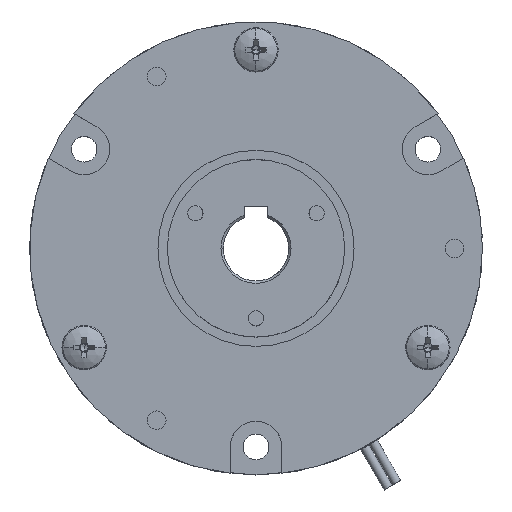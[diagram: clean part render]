
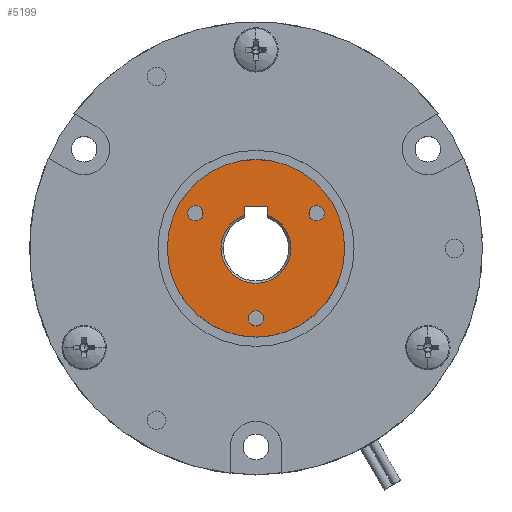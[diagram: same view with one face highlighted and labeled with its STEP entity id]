
A CAD part, top view. The second image highlights one B-rep face of the part: STEP entity #5199.
In plain terms, the highlighted planar face has unit normal (0, 0, 1).
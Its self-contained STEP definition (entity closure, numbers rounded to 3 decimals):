
#711 = DIRECTION ( 'NONE',  ( 0.5, 0.866, 0. ) ) ;
#712 = DIRECTION ( 'NONE',  ( 0., 0., -1. ) ) ;
#713 = CARTESIAN_POINT ( 'NONE',  ( -12.99, 7.5, 21.3 ) ) ;
#714 = AXIS2_PLACEMENT_3D ( 'NONE', #713, #712, #711 ) ;
#715 = CIRCLE ( 'NONE', #714, 1.65 ) ;
#955 = LINE ( 'NONE', #1038, #1037 ) ;
#972 = DIRECTION ( 'NONE',  ( -1., 0., 0. ) ) ;
#973 = DIRECTION ( 'NONE',  ( 0., 0., -1. ) ) ;
#991 = DIRECTION ( 'NONE',  ( -1., 0., 0. ) ) ;
#992 = DIRECTION ( 'NONE',  ( 0., 0., -1. ) ) ;
#993 = CARTESIAN_POINT ( 'NONE',  ( 0., -15., 21.3 ) ) ;
#994 = AXIS2_PLACEMENT_3D ( 'NONE', #993, #992, #991 ) ;
#995 = CIRCLE ( 'NONE', #994, 1.65 ) ;
#1036 = DIRECTION ( 'NONE',  ( 1., 0., 0. ) ) ;
#1037 = VECTOR ( 'NONE', #1036, 1000. ) ;
#1038 = CARTESIAN_POINT ( 'NONE',  ( -2.5, 9., 21.3 ) ) ;
#1093 = CARTESIAN_POINT ( 'NONE',  ( 2.1, 8.6, 21.3 ) ) ;
#1094 = AXIS2_PLACEMENT_3D ( 'NONE', #1093, #973, #972 ) ;
#1095 = CIRCLE ( 'NONE', #1094, 0.4 ) ;
#1148 = CARTESIAN_POINT ( 'NONE',  ( 2.5, 8.6, 21.3 ) ) ;
#1149 = DIRECTION ( 'NONE',  ( 0., -1., 0. ) ) ;
#1150 = VECTOR ( 'NONE', #1149, 1000. ) ;
#1151 = CARTESIAN_POINT ( 'NONE',  ( 2.5, 9., 21.3 ) ) ;
#1157 = CARTESIAN_POINT ( 'NONE',  ( -2.1, 9., 21.3 ) ) ;
#1158 = DIRECTION ( 'NONE',  ( -1., 0., 0. ) ) ;
#1159 = DIRECTION ( 'NONE',  ( 0., 0., -1. ) ) ;
#1160 = CARTESIAN_POINT ( 'NONE',  ( -2.1, 8.6, 21.3 ) ) ;
#1161 = AXIS2_PLACEMENT_3D ( 'NONE', #1160, #1159, #1158 ) ;
#1162 = CIRCLE ( 'NONE', #1161, 0.4 ) ;
#1163 = CARTESIAN_POINT ( 'NONE',  ( 2.1, 9., 21.3 ) ) ;
#1164 = DIRECTION ( 'NONE',  ( -1., 0., 0. ) ) ;
#1165 = DIRECTION ( 'NONE',  ( 0., 0., -1. ) ) ;
#1166 = CARTESIAN_POINT ( 'NONE',  ( 0., 0., 21.3 ) ) ;
#1167 = AXIS2_PLACEMENT_3D ( 'NONE', #1166, #1165, #1164 ) ;
#1168 = CIRCLE ( 'NONE', #1167, 19. ) ;
#1169 = FACE_BOUND ( 'NONE', #5200, .T. ) ;
#1177 = CARTESIAN_POINT ( 'NONE',  ( -2.5, 8.6, 21.3 ) ) ;
#1178 = DIRECTION ( 'NONE',  ( 0., 1., 0. ) ) ;
#1179 = VECTOR ( 'NONE', #1178, 1000. ) ;
#1180 = CARTESIAN_POINT ( 'NONE',  ( -2.5, 9., 21.3 ) ) ;
#1181 = LINE ( 'NONE', #1180, #1179 ) ;
#1183 = DIRECTION ( 'NONE',  ( 0.5, -0.866, 0. ) ) ;
#1184 = DIRECTION ( 'NONE',  ( 0., 0., -1. ) ) ;
#1185 = CARTESIAN_POINT ( 'NONE',  ( 12.99, 7.5, 21.3 ) ) ;
#1186 = AXIS2_PLACEMENT_3D ( 'NONE', #1185, #1184, #1183 ) ;
#1187 = CIRCLE ( 'NONE', #1186, 1.65 ) ;
#1188 = LINE ( 'NONE', #1151, #1150 ) ;
#1272 = PLANE ( 'NONE',  #1342 ) ;
#1273 = FACE_BOUND ( 'NONE', #5187, .T. ) ;
#1274 = FACE_BOUND ( 'NONE', #5150, .T. ) ;
#1275 = FACE_OUTER_BOUND ( 'NONE', #5201, .T. ) ;
#1276 = FACE_BOUND ( 'NONE', #5089, .T. ) ;
#1279 = CARTESIAN_POINT ( 'NONE',  ( -2.5, 7.071, 21.3 ) ) ;
#1280 = DIRECTION ( 'NONE',  ( -1., 0., 0. ) ) ;
#1281 = DIRECTION ( 'NONE',  ( 0., 0., -1. ) ) ;
#1282 = CARTESIAN_POINT ( 'NONE',  ( 0., 0., 21.3 ) ) ;
#1283 = AXIS2_PLACEMENT_3D ( 'NONE', #1282, #1281, #1280 ) ;
#1284 = CIRCLE ( 'NONE', #1283, 7.5 ) ;
#1338 = DIRECTION ( 'NONE',  ( -1., 0., 0. ) ) ;
#1339 = DIRECTION ( 'NONE',  ( 0., 0., -1. ) ) ;
#1341 = CARTESIAN_POINT ( 'NONE',  ( 0., 0., 21.3 ) ) ;
#1342 = AXIS2_PLACEMENT_3D ( 'NONE', #1341, #1339, #1338 ) ;
#4920 = EDGE_CURVE ( 'NONE', #8168, #8150, #715, .T. ) ;
#5026 = EDGE_CURVE ( 'NONE', #8254, #8256, #995, .T. ) ;
#5079 = EDGE_CURVE ( 'NONE', #5168, #5113, #1095, .T. ) ;
#5085 = ORIENTED_EDGE ( 'NONE', *, *, #5112, .T. ) ;
#5089 = EDGE_LOOP ( 'NONE', ( #5085, #5147, #5162, #5163, #5206, #5183, #5171, #5114 ) ) ;
#5093 = EDGE_CURVE ( 'NONE', #5170, #5168, #955, .T. ) ;
#5111 = EDGE_CURVE ( 'NONE', #8053, #8129, #1187, .T. ) ;
#5112 = EDGE_CURVE ( 'NONE', #5113, #7997, #1188, .T. ) ;
#5113 = VERTEX_POINT ( 'NONE', #1148 ) ;
#5114 = ORIENTED_EDGE ( 'NONE', *, *, #5079, .T. ) ;
#5122 = ORIENTED_EDGE ( 'NONE', *, *, #5111, .T. ) ;
#5145 = ORIENTED_EDGE ( 'NONE', *, *, #4920, .T. ) ;
#5147 = ORIENTED_EDGE ( 'NONE', *, *, #7975, .T. ) ;
#5150 = EDGE_LOOP ( 'NONE', ( #5151, #5186 ) ) ;
#5151 = ORIENTED_EDGE ( 'NONE', *, *, #8270, .T. ) ;
#5157 = EDGE_CURVE ( 'NONE', #7991, #5158, #1284, .T. ) ;
#5158 = VERTEX_POINT ( 'NONE', #1279 ) ;
#5160 = ORIENTED_EDGE ( 'NONE', *, *, #8149, .T. ) ;
#5162 = ORIENTED_EDGE ( 'NONE', *, *, #7989, .T. ) ;
#5163 = ORIENTED_EDGE ( 'NONE', *, *, #5157, .T. ) ;
#5164 = ORIENTED_EDGE ( 'NONE', *, *, #5165, .F. ) ;
#5165 = EDGE_CURVE ( 'NONE', #8067, #7814, #1168, .T. ) ;
#5166 = ORIENTED_EDGE ( 'NONE', *, *, #8083, .F. ) ;
#5168 = VERTEX_POINT ( 'NONE', #1163 ) ;
#5169 = EDGE_CURVE ( 'NONE', #5182, #5170, #1162, .T. ) ;
#5170 = VERTEX_POINT ( 'NONE', #1157 ) ;
#5171 = ORIENTED_EDGE ( 'NONE', *, *, #5093, .T. ) ;
#5181 = EDGE_CURVE ( 'NONE', #5158, #5182, #1181, .T. ) ;
#5182 = VERTEX_POINT ( 'NONE', #1177 ) ;
#5183 = ORIENTED_EDGE ( 'NONE', *, *, #5169, .T. ) ;
#5186 = ORIENTED_EDGE ( 'NONE', *, *, #5026, .T. ) ;
#5187 = EDGE_LOOP ( 'NONE', ( #5188, #5122 ) ) ;
#5188 = ORIENTED_EDGE ( 'NONE', *, *, #8209, .T. ) ;
#5199 = ADVANCED_FACE ( 'NONE', ( #1169, #1276, #1275, #1274, #1273 ), #1272, .F. ) ;
#5200 = EDGE_LOOP ( 'NONE', ( #5160, #5145 ) ) ;
#5201 = EDGE_LOOP ( 'NONE', ( #5164, #5166 ) ) ;
#5206 = ORIENTED_EDGE ( 'NONE', *, *, #5181, .T. ) ;
#7814 = VERTEX_POINT ( 'NONE', #9510 ) ;
#7975 = EDGE_CURVE ( 'NONE', #7997, #7986, #10067, .T. ) ;
#7986 = VERTEX_POINT ( 'NONE', #10096 ) ;
#7989 = EDGE_CURVE ( 'NONE', #7986, #7991, #9956, .T. ) ;
#7991 = VERTEX_POINT ( 'NONE', #10043 ) ;
#7997 = VERTEX_POINT ( 'NONE', #10041 ) ;
#8053 = VERTEX_POINT ( 'NONE', #10329 ) ;
#8067 = VERTEX_POINT ( 'NONE', #10266 ) ;
#8083 = EDGE_CURVE ( 'NONE', #7814, #8067, #10314, .T. ) ;
#8129 = VERTEX_POINT ( 'NONE', #10162 ) ;
#8149 = EDGE_CURVE ( 'NONE', #8150, #8168, #10372, .T. ) ;
#8150 = VERTEX_POINT ( 'NONE', #10483 ) ;
#8168 = VERTEX_POINT ( 'NONE', #10360 ) ;
#8209 = EDGE_CURVE ( 'NONE', #8129, #8053, #10511, .T. ) ;
#8254 = VERTEX_POINT ( 'NONE', #10546 ) ;
#8256 = VERTEX_POINT ( 'NONE', #10531 ) ;
#8270 = EDGE_CURVE ( 'NONE', #8256, #8254, #10593, .T. ) ;
#9510 = CARTESIAN_POINT ( 'NONE',  ( -19., 0., 21.3 ) ) ;
#9953 = DIRECTION ( 'NONE',  ( -1., 0., 0. ) ) ;
#9954 = DIRECTION ( 'NONE',  ( 0., 0., -1. ) ) ;
#9955 = AXIS2_PLACEMENT_3D ( 'NONE', #10060, #9954, #9953 ) ;
#9956 = CIRCLE ( 'NONE', #9955, 7.5 ) ;
#9998 = DIRECTION ( 'NONE',  ( -1., 0., 0. ) ) ;
#9999 = DIRECTION ( 'NONE',  ( 0., 0., -1. ) ) ;
#10041 = CARTESIAN_POINT ( 'NONE',  ( 2.5, 7.071, 21.3 ) ) ;
#10043 = CARTESIAN_POINT ( 'NONE',  ( -7.5, 0., 21.3 ) ) ;
#10060 = CARTESIAN_POINT ( 'NONE',  ( 0., 0., 21.3 ) ) ;
#10065 = CARTESIAN_POINT ( 'NONE',  ( 0., 0., 21.3 ) ) ;
#10066 = AXIS2_PLACEMENT_3D ( 'NONE', #10065, #9999, #9998 ) ;
#10067 = CIRCLE ( 'NONE', #10066, 7.5 ) ;
#10096 = CARTESIAN_POINT ( 'NONE',  ( 7.5, 0., 21.3 ) ) ;
#10162 = CARTESIAN_POINT ( 'NONE',  ( 14.64, 7.5, 21.3 ) ) ;
#10266 = CARTESIAN_POINT ( 'NONE',  ( 19., 0., 21.3 ) ) ;
#10310 = DIRECTION ( 'NONE',  ( -1., 0., 0. ) ) ;
#10311 = DIRECTION ( 'NONE',  ( 0., 0., -1. ) ) ;
#10312 = CARTESIAN_POINT ( 'NONE',  ( 0., 0., 21.3 ) ) ;
#10313 = AXIS2_PLACEMENT_3D ( 'NONE', #10312, #10311, #10310 ) ;
#10314 = CIRCLE ( 'NONE', #10313, 19. ) ;
#10329 = CARTESIAN_POINT ( 'NONE',  ( 11.34, 7.5, 21.3 ) ) ;
#10360 = CARTESIAN_POINT ( 'NONE',  ( -14.64, 7.5, 21.3 ) ) ;
#10371 = CARTESIAN_POINT ( 'NONE',  ( -12.99, 7.5, 21.3 ) ) ;
#10372 = CIRCLE ( 'NONE', #10405, 1.65 ) ;
#10405 = AXIS2_PLACEMENT_3D ( 'NONE', #10371, #10428, #10454 ) ;
#10428 = DIRECTION ( 'NONE',  ( 0., 0., -1. ) ) ;
#10454 = DIRECTION ( 'NONE',  ( 0.5, 0.866, 0. ) ) ;
#10483 = CARTESIAN_POINT ( 'NONE',  ( -11.34, 7.5, 21.3 ) ) ;
#10505 = DIRECTION ( 'NONE',  ( 0.5, -0.866, 0. ) ) ;
#10506 = DIRECTION ( 'NONE',  ( 0., 0., -1. ) ) ;
#10507 = CARTESIAN_POINT ( 'NONE',  ( 12.99, 7.5, 21.3 ) ) ;
#10508 = AXIS2_PLACEMENT_3D ( 'NONE', #10507, #10506, #10505 ) ;
#10511 = CIRCLE ( 'NONE', #10508, 1.65 ) ;
#10531 = CARTESIAN_POINT ( 'NONE',  ( 1.65, -15., 21.3 ) ) ;
#10538 = DIRECTION ( 'NONE',  ( -1., 0., 0. ) ) ;
#10539 = DIRECTION ( 'NONE',  ( 0., 0., -1. ) ) ;
#10540 = CARTESIAN_POINT ( 'NONE',  ( 0., -15., 21.3 ) ) ;
#10546 = CARTESIAN_POINT ( 'NONE',  ( -1.65, -15., 21.3 ) ) ;
#10592 = AXIS2_PLACEMENT_3D ( 'NONE', #10540, #10539, #10538 ) ;
#10593 = CIRCLE ( 'NONE', #10592, 1.65 ) ;
